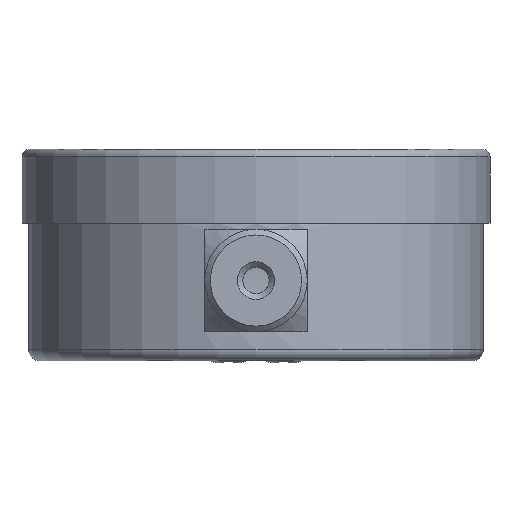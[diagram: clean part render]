
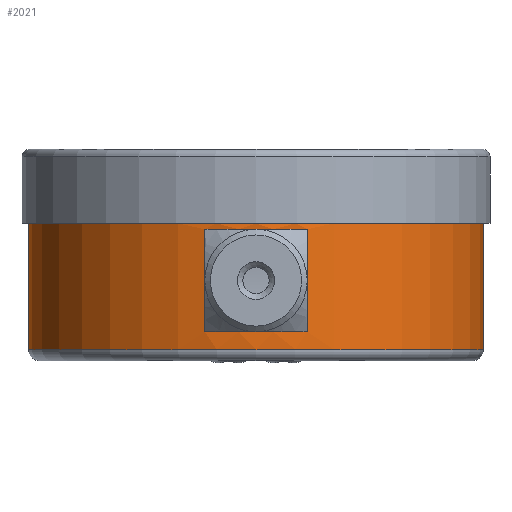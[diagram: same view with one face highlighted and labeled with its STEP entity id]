
A CAD part, front view. The second image highlights one B-rep face of the part: STEP entity #2021.
In plain terms, the highlighted cylindrical face has radius 30.747 mm (diameter 61.493 mm), a full revolution.
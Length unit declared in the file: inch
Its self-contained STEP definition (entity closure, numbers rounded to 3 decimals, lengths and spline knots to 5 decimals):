
#142 = CARTESIAN_POINT ( 'NONE',  ( 0.2725, -1.17943, -1.125 ) ) ;
#144 = EDGE_CURVE ( 'NONE', #3029, #2095, #2993, .T. ) ;
#330 = VERTEX_POINT ( 'NONE', #6312 ) ;
#444 = DIRECTION ( 'NONE',  ( -1., 0., 0. ) ) ;
#868 = ORIENTED_EDGE ( 'NONE', *, *, #2889, .F. ) ;
#966 = LINE ( 'NONE', #142, #8347 ) ;
#1197 = FACE_OUTER_BOUND ( 'NONE', #7145, .T. ) ;
#1623 = EDGE_LOOP ( 'NONE', ( #2675 ) ) ;
#1707 = CARTESIAN_POINT ( 'NONE',  ( 0.2725, -1.17943, -0.97049 ) ) ;
#1741 = DIRECTION ( 'NONE',  ( 1., 0., 0. ) ) ;
#2021 = ADVANCED_FACE ( 'NONE', ( #4422, #1197, #10370 ), #8733, .T. ) ;
#2095 = VERTEX_POINT ( 'NONE', #1707 ) ;
#2265 = EDGE_CURVE ( 'NONE', #2095, #4673, #966, .T. ) ;
#2469 = AXIS2_PLACEMENT_3D ( 'NONE', #4579, #7872, #444 ) ;
#2675 = ORIENTED_EDGE ( 'NONE', *, *, #3641, .T. ) ;
#2720 = CARTESIAN_POINT ( 'NONE',  ( 0., 0., -0.394 ) ) ;
#2810 = CIRCLE ( 'NONE', #6606, 1.2105 ) ;
#2826 = CARTESIAN_POINT ( 'NONE',  ( 0., 0., -1.125 ) ) ;
#2889 = EDGE_CURVE ( 'NONE', #4673, #330, #3514, .T. ) ;
#2993 = CIRCLE ( 'NONE', #2469, 1.2105 ) ;
#3029 = VERTEX_POINT ( 'NONE', #8620 ) ;
#3100 = ORIENTED_EDGE ( 'NONE', *, *, #2265, .F. ) ;
#3289 = CARTESIAN_POINT ( 'NONE',  ( 0.2725, -1.17943, -0.42549 ) ) ;
#3462 = DIRECTION ( 'NONE',  ( 0., 0., 1. ) ) ;
#3514 = CIRCLE ( 'NONE', #7463, 1.2105 ) ;
#3641 = EDGE_CURVE ( 'NONE', #4082, #4082, #2810, .T. ) ;
#4082 = VERTEX_POINT ( 'NONE', #10044 ) ;
#4298 = AXIS2_PLACEMENT_3D ( 'NONE', #10662, #6511, #10012 ) ;
#4422 = FACE_BOUND ( 'NONE', #9055, .T. ) ;
#4579 = CARTESIAN_POINT ( 'NONE',  ( 0., 0., -0.97049 ) ) ;
#4673 = VERTEX_POINT ( 'NONE', #3289 ) ;
#4832 = CARTESIAN_POINT ( 'NONE',  ( 0., 0., -0.42549 ) ) ;
#5407 = AXIS2_PLACEMENT_3D ( 'NONE', #2826, #10216, #6077 ) ;
#5845 = ORIENTED_EDGE ( 'NONE', *, *, #8303, .F. ) ;
#6071 = CARTESIAN_POINT ( 'NONE',  ( -0.2725, -1.17943, -1.125 ) ) ;
#6077 = DIRECTION ( 'NONE',  ( 1., 0., 0. ) ) ;
#6276 = ORIENTED_EDGE ( 'NONE', *, *, #144, .F. ) ;
#6312 = CARTESIAN_POINT ( 'NONE',  ( -0.2725, -1.17943, -0.42549 ) ) ;
#6341 = DIRECTION ( 'NONE',  ( 0., 0., -1. ) ) ;
#6511 = DIRECTION ( 'NONE',  ( 0., 0., 1. ) ) ;
#6606 = AXIS2_PLACEMENT_3D ( 'NONE', #2720, #10118, #1741 ) ;
#6761 = EDGE_CURVE ( 'NONE', #9060, #9060, #7563, .T. ) ;
#7145 = EDGE_LOOP ( 'NONE', ( #7313 ) ) ;
#7313 = ORIENTED_EDGE ( 'NONE', *, *, #6761, .T. ) ;
#7406 = CARTESIAN_POINT ( 'NONE',  ( 1.2105, 0., -1.065 ) ) ;
#7463 = AXIS2_PLACEMENT_3D ( 'NONE', #4832, #6341, #9673 ) ;
#7563 = CIRCLE ( 'NONE', #4298, 1.2105 ) ;
#7872 = DIRECTION ( 'NONE',  ( 0., 0., 1. ) ) ;
#8303 = EDGE_CURVE ( 'NONE', #330, #3029, #10157, .T. ) ;
#8347 = VECTOR ( 'NONE', #3462, 39.37008 ) ;
#8620 = CARTESIAN_POINT ( 'NONE',  ( -0.2725, -1.17943, -0.97049 ) ) ;
#8733 = CYLINDRICAL_SURFACE ( 'NONE', #5407, 1.2105 ) ;
#9055 = EDGE_LOOP ( 'NONE', ( #3100, #6276, #5845, #868 ) ) ;
#9060 = VERTEX_POINT ( 'NONE', #7406 ) ;
#9135 = VECTOR ( 'NONE', #10212, 39.37008 ) ;
#9673 = DIRECTION ( 'NONE',  ( 1., 0., 0. ) ) ;
#10012 = DIRECTION ( 'NONE',  ( 1., 0., 0. ) ) ;
#10044 = CARTESIAN_POINT ( 'NONE',  ( 1.2105, 0., -0.394 ) ) ;
#10118 = DIRECTION ( 'NONE',  ( 0., 0., -1. ) ) ;
#10157 = LINE ( 'NONE', #6071, #9135 ) ;
#10212 = DIRECTION ( 'NONE',  ( 0., 0., -1. ) ) ;
#10216 = DIRECTION ( 'NONE',  ( 0., 0., 1. ) ) ;
#10370 = FACE_OUTER_BOUND ( 'NONE', #1623, .T. ) ;
#10662 = CARTESIAN_POINT ( 'NONE',  ( 0., 0., -1.065 ) ) ;
